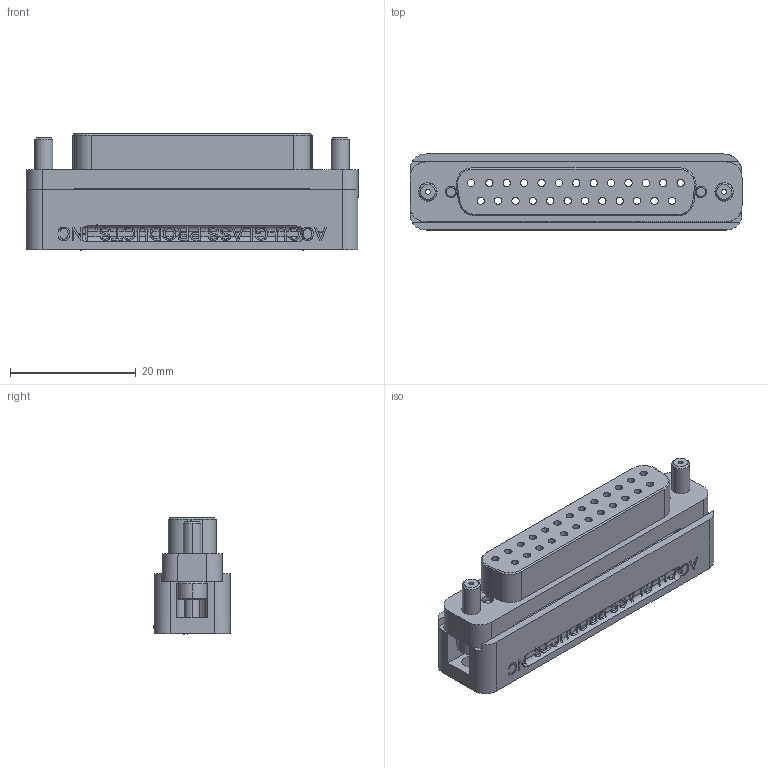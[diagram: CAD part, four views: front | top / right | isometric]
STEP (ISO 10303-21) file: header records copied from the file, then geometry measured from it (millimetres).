
FILE_DESCRIPTION (( 'STEP AP203' ), '1' );
FILE_NAME ('100460 ACCU-GLASS PRODUCTS, INC.STEP', '2010-08-19T21:10:56', ( ' ' ), ( ' ' ), 'SwSTEP 2.0', 'SolidWorks 2006004', '' );
FILE_SCHEMA (( 'CONFIG_CONTROL_DESIGN' ));
Length unit declared in the file: inch
Products named in the file (1): 100460 ACCU-GLASS PRODUCTS, INC
Bounding box: 52.7 x 12.06 x 18.41 mm (x, y, z)
Volume: 7406.3 mm3; surface area: 7454 mm2
Topology: 1 solids, 1 shells, 704 faces, 2036 edges, 1350 vertices
Faces by surface type: plane 241, bspline 231, cylinder 195, cone 37
Entity records: 27187 total; most frequent: CARTESIAN_POINT 9857, ORIENTED_EDGE 4072, DIRECTION 2817, EDGE_CURVE 2036, VERTEX_POINT 1350, VECTOR 975, LINE 975, AXIS2_PLACEMENT_3D 921
